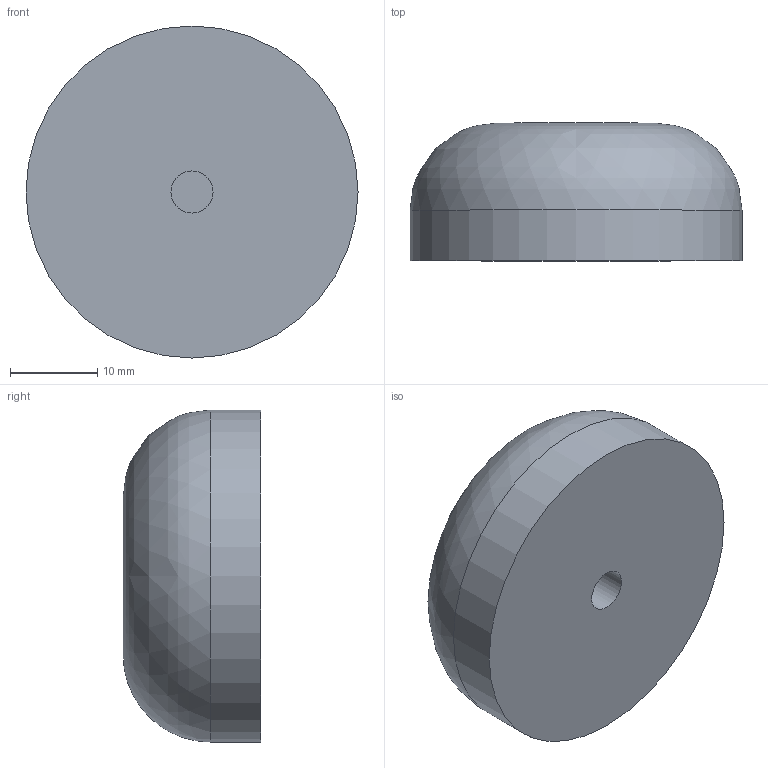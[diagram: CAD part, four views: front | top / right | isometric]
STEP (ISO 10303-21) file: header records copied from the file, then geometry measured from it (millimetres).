
FILE_DESCRIPTION(/* description */ (''),/* implementation_level */ '2;1');
FILE_NAME(/* name */ 'deltaquad_footpad_ipt_fc6a02b1.STEP',/* time_stamp */ '2017-02-10T12:02:19-05:00',/* author */ ('stevy'),/* organization */ (''),/* preprocessor_version */ 'ST-DEVELOPER v16.1',/* originating_system */ 'Autodesk Inventor 2016',/* authorisation */ '');
FILE_SCHEMA (('AUTOMOTIVE_DESIGN { 1 0 10303 214 3 1 1 }'));
Length unit declared in the file: millimetre
Products named in the file (1): deltaquad_footpad
Bounding box: 38.1 x 15.8 x 38.1 mm (x, y, z)
Volume: 15564.1 mm3; surface area: 3764.9 mm2
Topology: 1 solids, 1 shells, 6 faces, 10 edges, 7 vertices
Faces by surface type: plane 3, cylinder 2, bspline 1
Full cylindrical faces by diameter (mm): 4.826 x1, 38.1 x1
Entity records: 184 total; most frequent: CARTESIAN_POINT 50, DIRECTION 26, ORIENTED_EDGE 16, AXIS2_PLACEMENT_3D 13, EDGE_LOOP 9, EDGE_CURVE 8, CIRCLE 7, VERTEX_POINT 7
